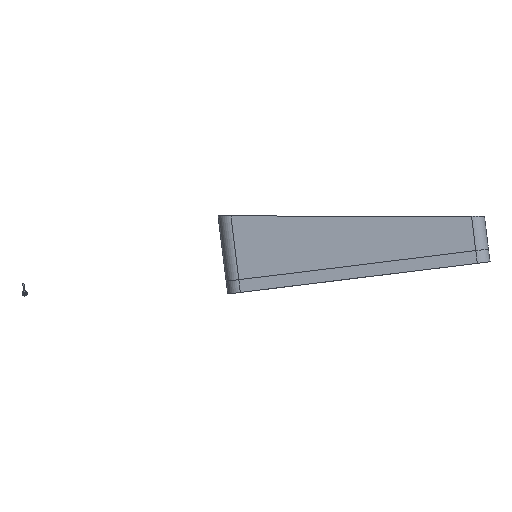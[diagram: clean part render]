
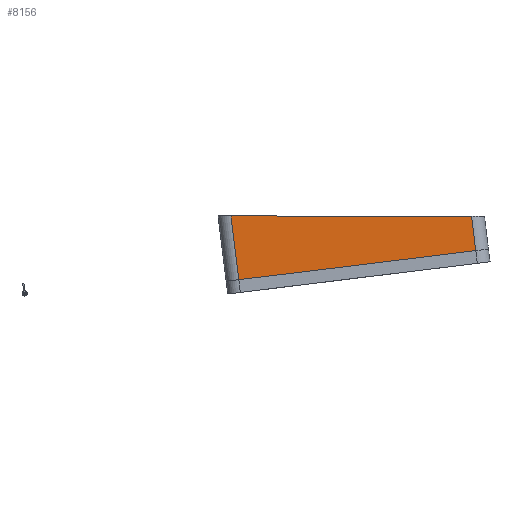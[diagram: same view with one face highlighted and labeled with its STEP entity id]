
A CAD part, left-side view. The second image highlights one B-rep face of the part: STEP entity #8156.
In plain terms, the highlighted planar face has unit normal (-1, 0, 0).
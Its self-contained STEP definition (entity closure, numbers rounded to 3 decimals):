
#1239=FACE_OUTER_BOUND('',#1843,.T.);
#1843=EDGE_LOOP('',(#6252,#6253,#6254,#6255));
#2328=LINE('',#12846,#2994);
#2330=LINE('',#12852,#2996);
#2331=LINE('',#12854,#2997);
#2332=LINE('',#12855,#2998);
#2994=VECTOR('',#10040,10.);
#2996=VECTOR('',#10046,10.);
#2997=VECTOR('',#10047,10.);
#2998=VECTOR('',#10048,10.);
#3772=VERTEX_POINT('',#12843);
#3773=VERTEX_POINT('',#12845);
#3775=VERTEX_POINT('',#12851);
#3776=VERTEX_POINT('',#12853);
#4694=EDGE_CURVE('',#3772,#3773,#2328,.T.);
#4697=EDGE_CURVE('',#3775,#3772,#2330,.T.);
#4698=EDGE_CURVE('',#3776,#3775,#2331,.T.);
#4699=EDGE_CURVE('',#3773,#3776,#2332,.T.);
#6252=ORIENTED_EDGE('',*,*,#4694,.F.);
#6253=ORIENTED_EDGE('',*,*,#4697,.F.);
#6254=ORIENTED_EDGE('',*,*,#4698,.F.);
#6255=ORIENTED_EDGE('',*,*,#4699,.F.);
#7865=PLANE('',#8826);
#8156=ADVANCED_FACE('',(#1239),#7865,.T.);
#8826=AXIS2_PLACEMENT_3D('',#12850,#10044,#10045);
#10040=DIRECTION('',(0.,0.122,0.993));
#10044=DIRECTION('center_axis',(-1.,0.,0.));
#10045=DIRECTION('ref_axis',(0.,0.993,-0.122));
#10046=DIRECTION('',(0.,0.993,-0.122));
#10047=DIRECTION('',(0.,-0.122,-0.993));
#10048=DIRECTION('',(0.,-1.,0.));
#12843=CARTESIAN_POINT('',(-96.9,88.167,-24.992));
#12845=CARTESIAN_POINT('',(-96.9,91.229,-0.054));
#12846=CARTESIAN_POINT('',(-96.9,89.751,-12.089));
#12850=CARTESIAN_POINT('Origin',(-96.9,-7.916,-0.097));
#12851=CARTESIAN_POINT('',(-96.9,-4.537,-13.609));
#12852=CARTESIAN_POINT('',(-96.9,93.129,-25.601));
#12853=CARTESIAN_POINT('',(-96.9,-2.878,-0.095));
#12854=CARTESIAN_POINT('',(-96.9,-2.953,-0.706));
#12855=CARTESIAN_POINT('',(-96.9,48.137,-0.073));
